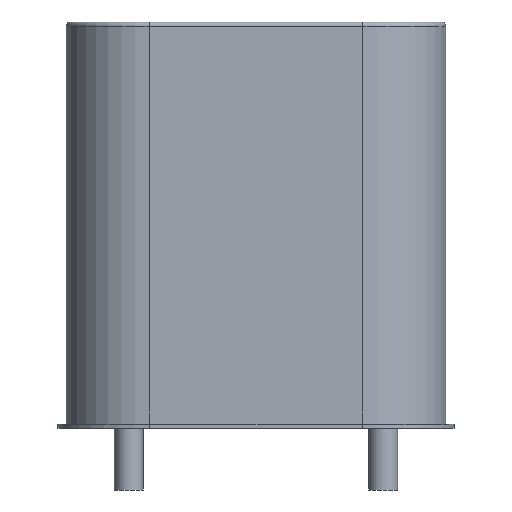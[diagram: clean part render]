
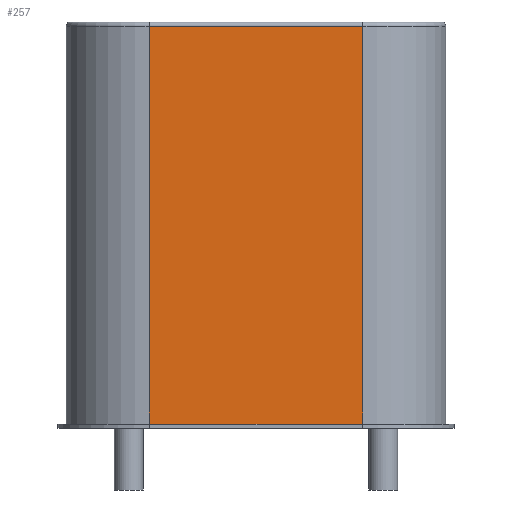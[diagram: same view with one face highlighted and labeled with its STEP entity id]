
A CAD part, front view. The second image highlights one B-rep face of the part: STEP entity #257.
In plain terms, the highlighted planar face has unit normal (0, -1, 0).
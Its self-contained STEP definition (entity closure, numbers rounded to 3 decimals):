
#13=DIRECTION('',(0.,0.,1.));
#27=VECTOR('',#13,1.);
#34=VECTOR('',#35,1.);
#35=DIRECTION('',(1.,0.,0.));
#107=VECTOR('',#108,1.);
#108=DIRECTION('',(-1.,0.,0.));
#139=CARTESIAN_POINT('',(11.355,-4.025,0.1));
#143=CARTESIAN_POINT('',(0.985,-4.025,0.1));
#145=CARTESIAN_POINT('',(11.355,-4.025,0.1));
#169=EDGE_CURVE('',#170,#172,#174,.T.);
#170=VERTEX_POINT('',#171);
#171=CARTESIAN_POINT('',(0.985,-4.025,0.3));
#172=VERTEX_POINT('',#173);
#173=CARTESIAN_POINT('',(11.355,-4.025,0.3));
#174=LINE('',#175,#34);
#175=CARTESIAN_POINT('',(6.19,-4.025,0.3));
#227=DIRECTION('',(0.,-1.,0.));
#257=ADVANCED_FACE('',(#258),#275,.T.);
#258=FACE_BOUND('',#259,.T.);
#259=EDGE_LOOP('',(#260,#261,#266,#272));
#260=ORIENTED_EDGE('',*,*,#169,.T.);
#261=ORIENTED_EDGE('',*,*,#262,.T.);
#262=EDGE_CURVE('',#172,#263,#265,.T.);
#263=VERTEX_POINT('',#264);
#264=CARTESIAN_POINT('',(11.355,-4.025,19.6));
#265=LINE('',#139,#27);
#266=ORIENTED_EDGE('',*,*,#267,.T.);
#267=EDGE_CURVE('',#263,#268,#270,.T.);
#268=VERTEX_POINT('',#269);
#269=CARTESIAN_POINT('',(0.985,-4.025,19.6));
#270=LINE('',#271,#107);
#271=CARTESIAN_POINT('',(11.355,-4.025,19.6));
#272=ORIENTED_EDGE('',*,*,#273,.F.);
#273=EDGE_CURVE('',#170,#268,#274,.T.);
#274=LINE('',#143,#27);
#275=PLANE('',#276);
#276=AXIS2_PLACEMENT_3D('',#145,#227,#108);
